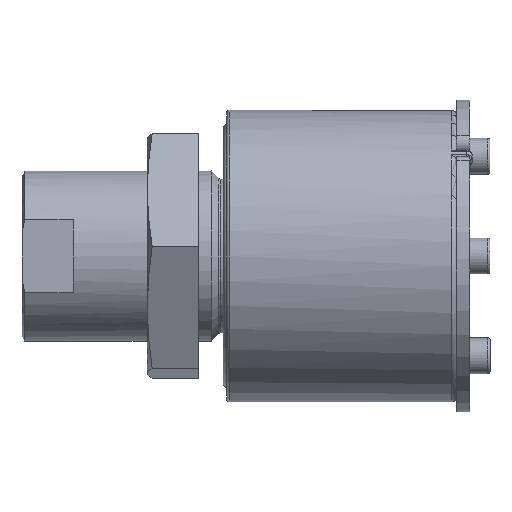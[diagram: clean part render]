
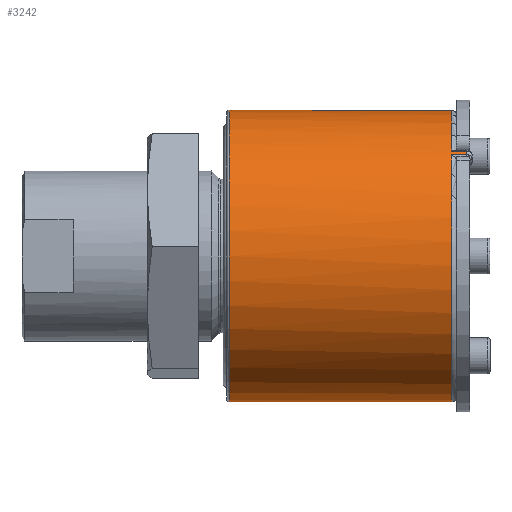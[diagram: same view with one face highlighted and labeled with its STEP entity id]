
A CAD part, left-side view. The second image highlights one B-rep face of the part: STEP entity #3242.
In plain terms, the highlighted cylindrical face has radius 28.5 mm (diameter 57 mm), a full revolution.
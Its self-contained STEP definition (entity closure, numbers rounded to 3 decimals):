
#236=LINE('',#5358,#450);
#244=LINE('',#5494,#458);
#245=LINE('',#5499,#459);
#246=LINE('',#5503,#460);
#247=LINE('',#5507,#461);
#450=VECTOR('',#4181,10.);
#458=VECTOR('',#4205,10.);
#459=VECTOR('',#4210,28.5);
#460=VECTOR('',#4213,10.);
#461=VECTOR('',#4216,10.);
#666=CYLINDRICAL_SURFACE('',#3731,28.5);
#857=FACE_OUTER_BOUND('',#1060,.T.);
#1060=EDGE_LOOP('',(#2316,#2317,#2318,#2319,#2320,#2321,#2322,#2323,#2324,
#2325,#2326,#2327));
#1290=CIRCLE('',#3732,28.5);
#1291=CIRCLE('',#3733,28.5);
#1292=CIRCLE('',#3734,28.5);
#1293=CIRCLE('',#3735,28.5);
#1294=CIRCLE('',#3736,28.5);
#1295=CIRCLE('',#3737,28.5);
#1493=VERTEX_POINT('',#5331);
#1495=VERTEX_POINT('',#5345);
#1506=VERTEX_POINT('',#5465);
#1508=VERTEX_POINT('',#5479);
#1510=VERTEX_POINT('',#5496);
#1511=VERTEX_POINT('',#5498);
#1512=VERTEX_POINT('',#5500);
#1513=VERTEX_POINT('',#5502);
#1514=VERTEX_POINT('',#5504);
#1515=VERTEX_POINT('',#5506);
#1805=EDGE_CURVE('',#1495,#1493,#236,.T.);
#1825=EDGE_CURVE('',#1506,#1508,#244,.T.);
#1826=EDGE_CURVE('',#1510,#1510,#1290,.T.);
#1827=EDGE_CURVE('',#1510,#1511,#245,.T.);
#1828=EDGE_CURVE('',#1512,#1511,#1291,.T.);
#1829=EDGE_CURVE('',#1513,#1512,#246,.T.);
#1830=EDGE_CURVE('',#1514,#1513,#1292,.T.);
#1831=EDGE_CURVE('',#1515,#1514,#247,.T.);
#1832=EDGE_CURVE('',#1508,#1515,#1293,.T.);
#1833=EDGE_CURVE('',#1493,#1506,#1294,.T.);
#1834=EDGE_CURVE('',#1511,#1495,#1295,.T.);
#2316=ORIENTED_EDGE('',*,*,#1826,.F.);
#2317=ORIENTED_EDGE('',*,*,#1827,.T.);
#2318=ORIENTED_EDGE('',*,*,#1828,.F.);
#2319=ORIENTED_EDGE('',*,*,#1829,.F.);
#2320=ORIENTED_EDGE('',*,*,#1830,.F.);
#2321=ORIENTED_EDGE('',*,*,#1831,.F.);
#2322=ORIENTED_EDGE('',*,*,#1832,.F.);
#2323=ORIENTED_EDGE('',*,*,#1825,.F.);
#2324=ORIENTED_EDGE('',*,*,#1833,.F.);
#2325=ORIENTED_EDGE('',*,*,#1805,.F.);
#2326=ORIENTED_EDGE('',*,*,#1834,.F.);
#2327=ORIENTED_EDGE('',*,*,#1827,.F.);
#3242=ADVANCED_FACE('',(#857),#666,.T.);
#3731=AXIS2_PLACEMENT_3D('',#5495,#4206,#4207);
#3732=AXIS2_PLACEMENT_3D('',#5497,#4208,#4209);
#3733=AXIS2_PLACEMENT_3D('',#5501,#4211,#4212);
#3734=AXIS2_PLACEMENT_3D('',#5505,#4214,#4215);
#3735=AXIS2_PLACEMENT_3D('',#5508,#4217,#4218);
#3736=AXIS2_PLACEMENT_3D('',#5509,#4219,#4220);
#3737=AXIS2_PLACEMENT_3D('',#5510,#4221,#4222);
#4181=DIRECTION('',(0.,-1.,0.));
#4205=DIRECTION('',(0.,1.,0.));
#4206=DIRECTION('center_axis',(0.,1.,0.));
#4207=DIRECTION('ref_axis',(0.,0.,1.));
#4208=DIRECTION('center_axis',(0.,1.,0.));
#4209=DIRECTION('ref_axis',(0.,0.,-1.));
#4210=DIRECTION('',(0.,-1.,0.));
#4211=DIRECTION('center_axis',(0.,-1.,0.));
#4212=DIRECTION('ref_axis',(-0.707,0.,-0.707));
#4213=DIRECTION('',(0.,1.,0.));
#4214=DIRECTION('center_axis',(0.,-1.,0.));
#4215=DIRECTION('ref_axis',(-0.707,0.,0.707));
#4216=DIRECTION('',(0.,-1.,0.));
#4217=DIRECTION('center_axis',(0.,-1.,0.));
#4218=DIRECTION('ref_axis',(0.707,0.,0.707));
#4219=DIRECTION('center_axis',(0.,-1.,0.));
#4220=DIRECTION('ref_axis',(0.707,0.,-0.707));
#4221=DIRECTION('center_axis',(0.,-1.,0.));
#4222=DIRECTION('ref_axis',(-0.707,0.,-0.707));
#5331=CARTESIAN_POINT('',(19.789,-47.,-20.509));
#5345=CARTESIAN_POINT('',(19.789,-44.,-20.509));
#5358=CARTESIAN_POINT('',(19.789,-22.5,-20.509));
#5465=CARTESIAN_POINT('',(20.509,-47.,-19.789));
#5479=CARTESIAN_POINT('',(20.509,-44.,-19.789));
#5494=CARTESIAN_POINT('',(20.509,-22.5,-19.789));
#5495=CARTESIAN_POINT('Origin',(0.,-22.5,0.));
#5496=CARTESIAN_POINT('',(0.,-0.5,-28.5));
#5497=CARTESIAN_POINT('Origin',(0.,-0.5,0.));
#5498=CARTESIAN_POINT('',(0.,-44.,-28.5));
#5499=CARTESIAN_POINT('',(0.,-22.5,-28.5));
#5500=CARTESIAN_POINT('',(-20.509,-44.,19.789));
#5501=CARTESIAN_POINT('Origin',(0.,-44.,0.));
#5502=CARTESIAN_POINT('',(-20.509,-47.,19.789));
#5503=CARTESIAN_POINT('',(-20.509,-22.5,19.789));
#5504=CARTESIAN_POINT('',(-19.789,-47.,20.509));
#5505=CARTESIAN_POINT('Origin',(0.,-47.,0.));
#5506=CARTESIAN_POINT('',(-19.789,-44.,20.509));
#5507=CARTESIAN_POINT('',(-19.789,-22.5,20.509));
#5508=CARTESIAN_POINT('Origin',(0.,-44.,0.));
#5509=CARTESIAN_POINT('Origin',(0.,-47.,0.));
#5510=CARTESIAN_POINT('Origin',(0.,-44.,0.));
